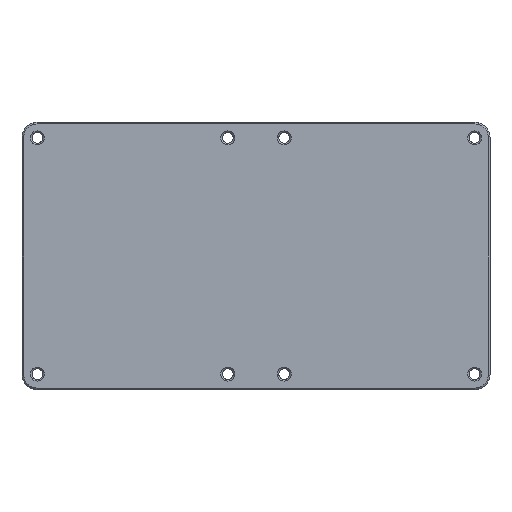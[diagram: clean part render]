
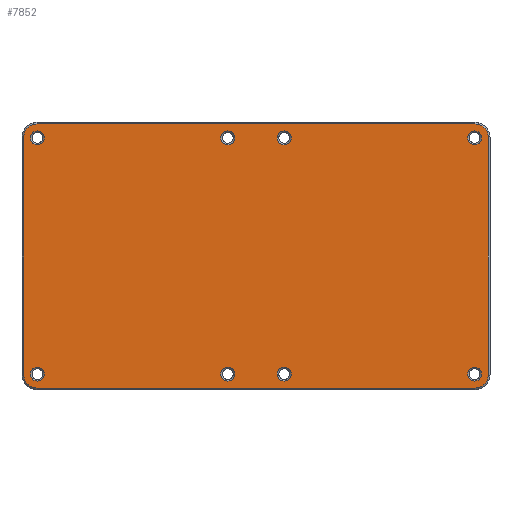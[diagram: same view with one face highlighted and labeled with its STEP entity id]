
A CAD part, left-side view. The second image highlights one B-rep face of the part: STEP entity #7852.
In plain terms, the highlighted planar face has unit normal (-1, 0, 0).
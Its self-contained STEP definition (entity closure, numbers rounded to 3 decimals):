
#545=FACE_BOUND('',#1265,.T.);
#546=FACE_BOUND('',#1266,.T.);
#547=FACE_BOUND('',#1267,.T.);
#548=FACE_BOUND('',#1268,.T.);
#549=FACE_BOUND('',#1269,.T.);
#550=FACE_BOUND('',#1270,.T.);
#551=FACE_BOUND('',#1271,.T.);
#552=FACE_BOUND('',#1272,.T.);
#583=PLANE('',#8346);
#776=FACE_OUTER_BOUND('',#1264,.T.);
#1264=EDGE_LOOP('',(#5371,#5372,#5373,#5374,#5375,#5376,#5377,#5378));
#1265=EDGE_LOOP('',(#5379));
#1266=EDGE_LOOP('',(#5380));
#1267=EDGE_LOOP('',(#5381));
#1268=EDGE_LOOP('',(#5382));
#1269=EDGE_LOOP('',(#5383));
#1270=EDGE_LOOP('',(#5384));
#1271=EDGE_LOOP('',(#5385));
#1272=EDGE_LOOP('',(#5386));
#1790=LINE('',#11395,#2446);
#1791=LINE('',#11399,#2447);
#1792=LINE('',#11403,#2448);
#1793=LINE('',#11406,#2449);
#2446=VECTOR('',#9150,10.);
#2447=VECTOR('',#9153,10.);
#2448=VECTOR('',#9156,10.);
#2449=VECTOR('',#9159,10.);
#3101=CIRCLE('',#8344,2.25);
#3103=CIRCLE('',#8347,4.4);
#3104=CIRCLE('',#8348,4.4);
#3105=CIRCLE('',#8349,4.4);
#3106=CIRCLE('',#8350,4.4);
#3107=CIRCLE('',#8351,2.25);
#3108=CIRCLE('',#8352,2.25);
#3109=CIRCLE('',#8353,2.25);
#3110=CIRCLE('',#8354,2.25);
#3111=CIRCLE('',#8355,2.25);
#3112=CIRCLE('',#8356,2.25);
#3113=CIRCLE('',#8357,2.25);
#3391=VERTEX_POINT('',#11385);
#3393=VERTEX_POINT('',#11391);
#3394=VERTEX_POINT('',#11392);
#3395=VERTEX_POINT('',#11394);
#3396=VERTEX_POINT('',#11396);
#3397=VERTEX_POINT('',#11398);
#3398=VERTEX_POINT('',#11400);
#3399=VERTEX_POINT('',#11402);
#3400=VERTEX_POINT('',#11404);
#3401=VERTEX_POINT('',#11407);
#3402=VERTEX_POINT('',#11409);
#3403=VERTEX_POINT('',#11411);
#3404=VERTEX_POINT('',#11413);
#3405=VERTEX_POINT('',#11415);
#3406=VERTEX_POINT('',#11417);
#3407=VERTEX_POINT('',#11419);
#4147=EDGE_CURVE('',#3391,#3391,#3101,.T.);
#4150=EDGE_CURVE('',#3393,#3394,#3103,.T.);
#4151=EDGE_CURVE('',#3395,#3393,#1790,.T.);
#4152=EDGE_CURVE('',#3396,#3395,#3104,.T.);
#4153=EDGE_CURVE('',#3397,#3396,#1791,.T.);
#4154=EDGE_CURVE('',#3398,#3397,#3105,.T.);
#4155=EDGE_CURVE('',#3399,#3398,#1792,.T.);
#4156=EDGE_CURVE('',#3400,#3399,#3106,.T.);
#4157=EDGE_CURVE('',#3394,#3400,#1793,.T.);
#4158=EDGE_CURVE('',#3401,#3401,#3107,.T.);
#4159=EDGE_CURVE('',#3402,#3402,#3108,.T.);
#4160=EDGE_CURVE('',#3403,#3403,#3109,.T.);
#4161=EDGE_CURVE('',#3404,#3404,#3110,.T.);
#4162=EDGE_CURVE('',#3405,#3405,#3111,.T.);
#4163=EDGE_CURVE('',#3406,#3406,#3112,.T.);
#4164=EDGE_CURVE('',#3407,#3407,#3113,.T.);
#5371=ORIENTED_EDGE('',*,*,#4150,.F.);
#5372=ORIENTED_EDGE('',*,*,#4151,.F.);
#5373=ORIENTED_EDGE('',*,*,#4152,.F.);
#5374=ORIENTED_EDGE('',*,*,#4153,.F.);
#5375=ORIENTED_EDGE('',*,*,#4154,.F.);
#5376=ORIENTED_EDGE('',*,*,#4155,.F.);
#5377=ORIENTED_EDGE('',*,*,#4156,.F.);
#5378=ORIENTED_EDGE('',*,*,#4157,.F.);
#5379=ORIENTED_EDGE('',*,*,#4158,.F.);
#5380=ORIENTED_EDGE('',*,*,#4159,.F.);
#5381=ORIENTED_EDGE('',*,*,#4160,.F.);
#5382=ORIENTED_EDGE('',*,*,#4161,.F.);
#5383=ORIENTED_EDGE('',*,*,#4162,.F.);
#5384=ORIENTED_EDGE('',*,*,#4163,.F.);
#5385=ORIENTED_EDGE('',*,*,#4164,.F.);
#5386=ORIENTED_EDGE('',*,*,#4147,.F.);
#7852=ADVANCED_FACE('',(#776,#545,#546,#547,#548,#549,#550,#551,#552),#583,
 .F.);
#8344=AXIS2_PLACEMENT_3D('',#11386,#9141,#9142);
#8346=AXIS2_PLACEMENT_3D('',#11390,#9146,#9147);
#8347=AXIS2_PLACEMENT_3D('',#11393,#9148,#9149);
#8348=AXIS2_PLACEMENT_3D('',#11397,#9151,#9152);
#8349=AXIS2_PLACEMENT_3D('',#11401,#9154,#9155);
#8350=AXIS2_PLACEMENT_3D('',#11405,#9157,#9158);
#8351=AXIS2_PLACEMENT_3D('',#11408,#9160,#9161);
#8352=AXIS2_PLACEMENT_3D('',#11410,#9162,#9163);
#8353=AXIS2_PLACEMENT_3D('',#11412,#9164,#9165);
#8354=AXIS2_PLACEMENT_3D('',#11414,#9166,#9167);
#8355=AXIS2_PLACEMENT_3D('',#11416,#9168,#9169);
#8356=AXIS2_PLACEMENT_3D('',#11418,#9170,#9171);
#8357=AXIS2_PLACEMENT_3D('',#11420,#9172,#9173);
#9141=DIRECTION('center_axis',(-1.,0.,0.));
#9142=DIRECTION('ref_axis',(0.,0.,-1.));
#9146=DIRECTION('center_axis',(1.,0.,0.));
#9147=DIRECTION('ref_axis',(0.,0.,-1.));
#9148=DIRECTION('center_axis',(1.,0.,0.));
#9149=DIRECTION('ref_axis',(0.,0.707,-0.707));
#9150=DIRECTION('',(0.,1.,0.));
#9151=DIRECTION('center_axis',(1.,0.,0.));
#9152=DIRECTION('ref_axis',(0.,-0.707,-0.707));
#9153=DIRECTION('',(0.,0.,-1.));
#9154=DIRECTION('center_axis',(1.,0.,0.));
#9155=DIRECTION('ref_axis',(0.,-0.707,0.707));
#9156=DIRECTION('',(0.,-1.,0.));
#9157=DIRECTION('center_axis',(1.,0.,0.));
#9158=DIRECTION('ref_axis',(0.,0.707,0.707));
#9159=DIRECTION('',(0.,0.,1.));
#9160=DIRECTION('center_axis',(-1.,0.,0.));
#9161=DIRECTION('ref_axis',(0.,0.,-1.));
#9162=DIRECTION('center_axis',(-1.,0.,0.));
#9163=DIRECTION('ref_axis',(0.,0.,-1.));
#9164=DIRECTION('center_axis',(-1.,0.,0.));
#9165=DIRECTION('ref_axis',(0.,0.,-1.));
#9166=DIRECTION('center_axis',(-1.,0.,0.));
#9167=DIRECTION('ref_axis',(0.,0.,-1.));
#9168=DIRECTION('center_axis',(-1.,0.,0.));
#9169=DIRECTION('ref_axis',(0.,0.,-1.));
#9170=DIRECTION('center_axis',(-1.,0.,0.));
#9171=DIRECTION('ref_axis',(0.,0.,-1.));
#9172=DIRECTION('center_axis',(-1.,0.,0.));
#9173=DIRECTION('ref_axis',(0.,0.,-1.));
#11385=CARTESIAN_POINT('',(0.,-59.37,-264.35));
#11386=CARTESIAN_POINT('Origin',(0.,-59.37,-266.6));
#11390=CARTESIAN_POINT('Origin',(0.,-68.51,-228.3));
#11391=CARTESIAN_POINT('',(0.,2.45,-271.1));
#11392=CARTESIAN_POINT('',(0.,6.85,-266.7));
#11393=CARTESIAN_POINT('Origin',(0.,2.45,-266.7));
#11394=CARTESIAN_POINT('',(0.,-139.47,-271.1));
#11395=CARTESIAN_POINT('',(0.,-106.44,-271.1));
#11396=CARTESIAN_POINT('',(0.,-143.87,-266.7));
#11397=CARTESIAN_POINT('Origin',(0.,-139.47,-266.7));
#11398=CARTESIAN_POINT('',(0.,-143.87,-189.9));
#11399=CARTESIAN_POINT('',(0.,-143.87,-206.65));
#11400=CARTESIAN_POINT('',(0.,-139.47,-185.5));
#11401=CARTESIAN_POINT('Origin',(0.,-139.47,-189.9));
#11402=CARTESIAN_POINT('',(0.,2.45,-185.5));
#11403=CARTESIAN_POINT('',(0.,-30.58,-185.5));
#11404=CARTESIAN_POINT('',(0.,6.85,-189.9));
#11405=CARTESIAN_POINT('Origin',(0.,2.45,-189.9));
#11406=CARTESIAN_POINT('',(0.,6.85,-249.95));
#11407=CARTESIAN_POINT('',(0.,2.35,-264.35));
#11408=CARTESIAN_POINT('Origin',(0.,2.35,-266.6));
#11409=CARTESIAN_POINT('',(0.,-139.37,-187.75));
#11410=CARTESIAN_POINT('Origin',(0.,-139.37,-190.));
#11411=CARTESIAN_POINT('',(0.,-59.37,-187.75));
#11412=CARTESIAN_POINT('Origin',(0.,-59.37,-190.));
#11413=CARTESIAN_POINT('',(0.,-77.65,-264.35));
#11414=CARTESIAN_POINT('Origin',(0.,-77.65,-266.6));
#11415=CARTESIAN_POINT('',(0.,2.35,-187.75));
#11416=CARTESIAN_POINT('Origin',(0.,2.35,-190.));
#11417=CARTESIAN_POINT('',(0.,-77.65,-187.75));
#11418=CARTESIAN_POINT('Origin',(0.,-77.65,-190.));
#11419=CARTESIAN_POINT('',(0.,-139.37,-264.35));
#11420=CARTESIAN_POINT('Origin',(0.,-139.37,-266.6));
